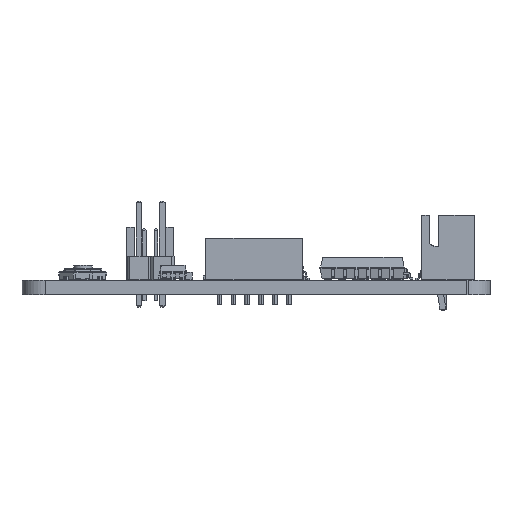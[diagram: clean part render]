
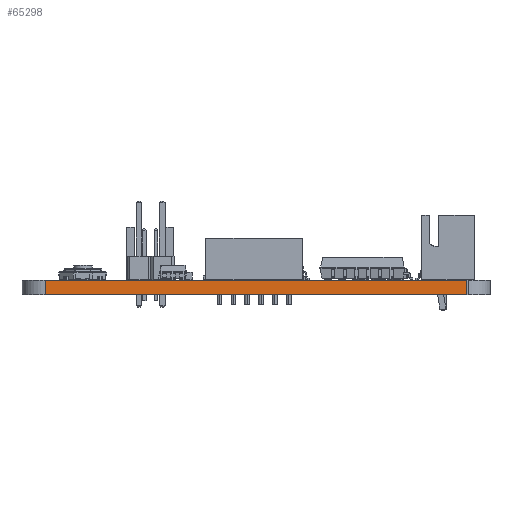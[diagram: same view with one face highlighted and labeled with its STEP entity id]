
A CAD part, front view. The second image highlights one B-rep face of the part: STEP entity #65298.
In plain terms, the highlighted planar face has unit normal (0, -1, 0).
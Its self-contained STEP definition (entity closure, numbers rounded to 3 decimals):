
#64155 = VERTEX_POINT('',#64156);
#64156 = CARTESIAN_POINT('',(2.54,-69.85,0.));
#64163 = EDGE_CURVE('',#64164,#64155,#64166,.T.);
#64164 = VERTEX_POINT('',#64165);
#64165 = CARTESIAN_POINT('',(48.26,-69.85,0.));
#64166 = LINE('',#64167,#64168);
#64167 = CARTESIAN_POINT('',(48.26,-69.85,0.));
#64168 = VECTOR('',#64169,1.);
#64169 = DIRECTION('',(-1.,0.,0.));
#64704 = VERTEX_POINT('',#64705);
#64705 = CARTESIAN_POINT('',(2.54,-69.85,1.6));
#64712 = EDGE_CURVE('',#64713,#64704,#64715,.T.);
#64713 = VERTEX_POINT('',#64714);
#64714 = CARTESIAN_POINT('',(48.26,-69.85,1.6));
#64715 = LINE('',#64716,#64717);
#64716 = CARTESIAN_POINT('',(48.26,-69.85,1.6));
#64717 = VECTOR('',#64718,1.);
#64718 = DIRECTION('',(-1.,0.,0.));
#65270 = EDGE_CURVE('',#64164,#64713,#65271,.T.);
#65271 = LINE('',#65272,#65273);
#65272 = CARTESIAN_POINT('',(48.26,-69.85,0.));
#65273 = VECTOR('',#65274,1.);
#65274 = DIRECTION('',(0.,0.,1.));
#65298 = ADVANCED_FACE('',(#65299),#65310,.T.);
#65299 = FACE_BOUND('',#65300,.T.);
#65300 = EDGE_LOOP('',(#65301,#65302,#65303,#65309));
#65301 = ORIENTED_EDGE('',*,*,#65270,.T.);
#65302 = ORIENTED_EDGE('',*,*,#64712,.T.);
#65303 = ORIENTED_EDGE('',*,*,#65304,.F.);
#65304 = EDGE_CURVE('',#64155,#64704,#65305,.T.);
#65305 = LINE('',#65306,#65307);
#65306 = CARTESIAN_POINT('',(2.54,-69.85,0.));
#65307 = VECTOR('',#65308,1.);
#65308 = DIRECTION('',(0.,0.,1.));
#65309 = ORIENTED_EDGE('',*,*,#64163,.F.);
#65310 = PLANE('',#65311);
#65311 = AXIS2_PLACEMENT_3D('',#65312,#65313,#65314);
#65312 = CARTESIAN_POINT('',(48.26,-69.85,0.));
#65313 = DIRECTION('',(0.,-1.,0.));
#65314 = DIRECTION('',(-1.,0.,0.));
